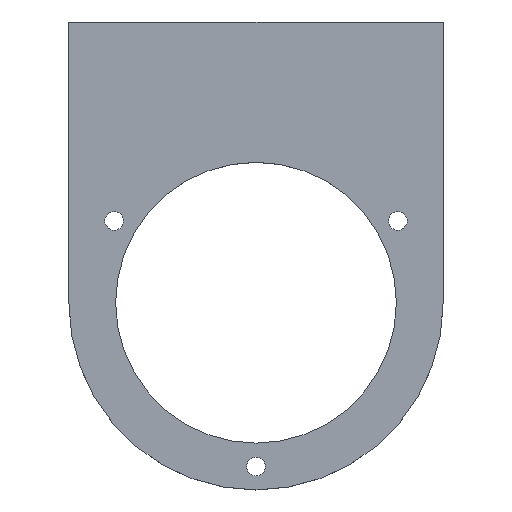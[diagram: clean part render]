
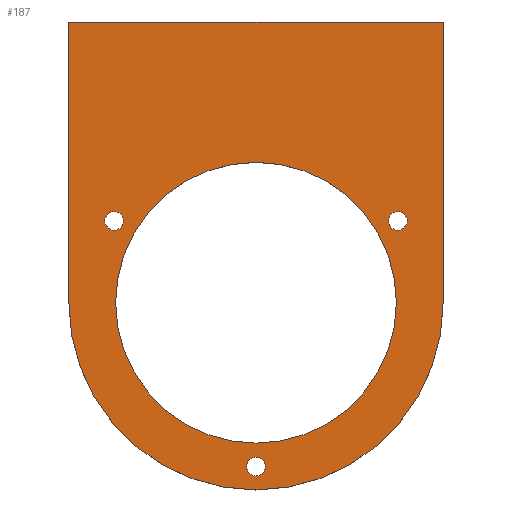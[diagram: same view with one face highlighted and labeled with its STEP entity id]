
A CAD part, top view. The second image highlights one B-rep face of the part: STEP entity #187.
In plain terms, the highlighted planar face has unit normal (0, 0, 1).
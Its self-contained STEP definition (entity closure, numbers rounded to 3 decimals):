
#2 = DIRECTION ( 'NONE',  ( -1., 0., 0. ) ) ;
#3 = CARTESIAN_POINT ( 'NONE',  ( 16.155, 8.75, 5. ) ) ;
#4 = CARTESIAN_POINT ( 'NONE',  ( -20., 0., 5. ) ) ;
#5 = CARTESIAN_POINT ( 'NONE',  ( 1., -17.5, 5. ) ) ;
#6 = CARTESIAN_POINT ( 'NONE',  ( -1., -17.5, 5. ) ) ;
#7 = CARTESIAN_POINT ( 'NONE',  ( -20., 30., 5. ) ) ;
#8 = CARTESIAN_POINT ( 'NONE',  ( 15., 0., 5. ) ) ;
#13 = CARTESIAN_POINT ( 'NONE',  ( 20., 30., 5. ) ) ;
#15 = CARTESIAN_POINT ( 'NONE',  ( 20., 0., 5. ) ) ;
#20 = CARTESIAN_POINT ( 'NONE',  ( -15., 0., 5. ) ) ;
#22 = CARTESIAN_POINT ( 'NONE',  ( 14.155, 8.75, 5. ) ) ;
#24 = CARTESIAN_POINT ( 'NONE',  ( 0., 0., 5. ) ) ;
#25 = DIRECTION ( 'NONE',  ( 0., 0., -1. ) ) ;
#26 = DIRECTION ( 'NONE',  ( 1., 0., 0. ) ) ;
#28 = CARTESIAN_POINT ( 'NONE',  ( 15.155, 8.75, 5. ) ) ;
#29 = DIRECTION ( 'NONE',  ( 0., 0., 1. ) ) ;
#30 = DIRECTION ( 'NONE',  ( 1., 0., 0. ) ) ;
#33 = CARTESIAN_POINT ( 'NONE',  ( -14.155, 8.75, 5. ) ) ;
#52 = CARTESIAN_POINT ( 'NONE',  ( 0., -17.5, 5. ) ) ;
#53 = DIRECTION ( 'NONE',  ( 0., 0., 1. ) ) ;
#54 = DIRECTION ( 'NONE',  ( 0., 0., -1. ) ) ;
#57 = DIRECTION ( 'NONE',  ( 0., 0., 1. ) ) ;
#58 = DIRECTION ( 'NONE',  ( 1., 0., 0. ) ) ;
#59 = DIRECTION ( 'NONE',  ( 1., 0., 0. ) ) ;
#60 = DIRECTION ( 'NONE',  ( 1., 0., 0. ) ) ;
#61 = DIRECTION ( 'NONE',  ( 1., 0., 0. ) ) ;
#62 = CARTESIAN_POINT ( 'NONE',  ( -15.155, 8.75, 5. ) ) ;
#63 = DIRECTION ( 'NONE',  ( 0., 0., 1. ) ) ;
#64 = CARTESIAN_POINT ( 'NONE',  ( 15.155, 8.75, 5. ) ) ;
#65 = CARTESIAN_POINT ( 'NONE',  ( 0., 0., 5. ) ) ;
#68 = CARTESIAN_POINT ( 'NONE',  ( 0., 0., 5. ) ) ;
#73 = PLANE ( 'NONE',  #168 ) ;
#101 = DIRECTION ( 'NONE',  ( 0., 0., 1. ) ) ;
#120 = DIRECTION ( 'NONE',  ( 1., 0., 0. ) ) ;
#136 = EDGE_CURVE ( 'NONE', #275, #511, #309, .T. ) ;
#137 = EDGE_CURVE ( 'NONE', #517, #279, #267, .T. ) ;
#138 = EDGE_CURVE ( 'NONE', #273, #274, #269, .T. ) ;
#139 = EDGE_CURVE ( 'NONE', #320, #281, #268, .T. ) ;
#146 = AXIS2_PLACEMENT_3D ( 'NONE', #64, #57, #59 ) ;
#147 = AXIS2_PLACEMENT_3D ( 'NONE', #62, #63, #58 ) ;
#148 = AXIS2_PLACEMENT_3D ( 'NONE', #52, #53, #60 ) ;
#149 = AXIS2_PLACEMENT_3D ( 'NONE', #65, #54, #61 ) ;
#168 = AXIS2_PLACEMENT_3D ( 'NONE', #68, #101, #120 ) ;
#187 = ADVANCED_FACE ( 'NONE', ( #305, #301, #302, #304, #307 ), #73, .T. ) ;
#209 = EDGE_CURVE ( 'NONE', #279, #517, #335, .T. ) ;
#213 = EDGE_CURVE ( 'NONE', #274, #273, #340, .T. ) ;
#233 = EDGE_CURVE ( 'NONE', #308, #272, #354, .T. ) ;
#237 = EDGE_CURVE ( 'NONE', #272, #313, #356, .T. ) ;
#241 = EDGE_CURVE ( 'NONE', #313, #310, #366, .T. ) ;
#243 = EDGE_CURVE ( 'NONE', #310, #308, #370, .T. ) ;
#249 = AXIS2_PLACEMENT_3D ( 'NONE', #472, #480, #443 ) ;
#251 = AXIS2_PLACEMENT_3D ( 'NONE', #321, #325, #329 ) ;
#256 = AXIS2_PLACEMENT_3D ( 'NONE', #531, #533, #532 ) ;
#257 = AXIS2_PLACEMENT_3D ( 'NONE', #24, #25, #26 ) ;
#258 = AXIS2_PLACEMENT_3D ( 'NONE', #28, #29, #30 ) ;
#267 = CIRCLE ( 'NONE', #147, 1. ) ;
#268 = CIRCLE ( 'NONE', #149, 15. ) ;
#269 = CIRCLE ( 'NONE', #148, 1. ) ;
#272 = VERTEX_POINT ( 'NONE', #4 ) ;
#273 = VERTEX_POINT ( 'NONE', #5 ) ;
#274 = VERTEX_POINT ( 'NONE', #6 ) ;
#275 = VERTEX_POINT ( 'NONE', #3 ) ;
#279 = VERTEX_POINT ( 'NONE', #530 ) ;
#281 = VERTEX_POINT ( 'NONE', #8 ) ;
#301 = FACE_BOUND ( 'NONE', #418, .T. ) ;
#302 = FACE_BOUND ( 'NONE', #389, .T. ) ;
#304 = FACE_BOUND ( 'NONE', #404, .T. ) ;
#305 = FACE_BOUND ( 'NONE', #430, .T. ) ;
#307 = FACE_OUTER_BOUND ( 'NONE', #394, .T. ) ;
#308 = VERTEX_POINT ( 'NONE', #7 ) ;
#309 = CIRCLE ( 'NONE', #146, 1. ) ;
#310 = VERTEX_POINT ( 'NONE', #13 ) ;
#313 = VERTEX_POINT ( 'NONE', #15 ) ;
#320 = VERTEX_POINT ( 'NONE', #20 ) ;
#321 = CARTESIAN_POINT ( 'NONE',  ( 0., -17.5, 5. ) ) ;
#325 = DIRECTION ( 'NONE',  ( 0., 0., 1. ) ) ;
#327 = CARTESIAN_POINT ( 'NONE',  ( 20., 0., 5. ) ) ;
#329 = DIRECTION ( 'NONE',  ( 1., 0., 0. ) ) ;
#335 = CIRCLE ( 'NONE', #249, 1. ) ;
#340 = CIRCLE ( 'NONE', #251, 1. ) ;
#354 = LINE ( 'NONE', #505, #357 ) ;
#356 = CIRCLE ( 'NONE', #256, 20. ) ;
#357 = VECTOR ( 'NONE', #577, 1000. ) ;
#366 = LINE ( 'NONE', #327, #369 ) ;
#369 = VECTOR ( 'NONE', #549, 1000. ) ;
#370 = LINE ( 'NONE', #576, #372 ) ;
#372 = VECTOR ( 'NONE', #2, 1000. ) ;
#373 = CIRCLE ( 'NONE', #257, 15. ) ;
#376 = CIRCLE ( 'NONE', #258, 1. ) ;
#387 = EDGE_CURVE ( 'NONE', #281, #320, #373, .T. ) ;
#388 = EDGE_CURVE ( 'NONE', #511, #275, #376, .T. ) ;
#389 = EDGE_LOOP ( 'NONE', ( #491, #500 ) ) ;
#394 = EDGE_LOOP ( 'NONE', ( #504, #492, #489, #499 ) ) ;
#404 = EDGE_LOOP ( 'NONE', ( #503, #487 ) ) ;
#418 = EDGE_LOOP ( 'NONE', ( #498, #488 ) ) ;
#430 = EDGE_LOOP ( 'NONE', ( #502, #484 ) ) ;
#443 = DIRECTION ( 'NONE',  ( 1., 0., 0. ) ) ;
#472 = CARTESIAN_POINT ( 'NONE',  ( -15.155, 8.75, 5. ) ) ;
#480 = DIRECTION ( 'NONE',  ( 0., 0., 1. ) ) ;
#484 = ORIENTED_EDGE ( 'NONE', *, *, #388, .F. ) ;
#487 = ORIENTED_EDGE ( 'NONE', *, *, #387, .T. ) ;
#488 = ORIENTED_EDGE ( 'NONE', *, *, #209, .F. ) ;
#489 = ORIENTED_EDGE ( 'NONE', *, *, #241, .T. ) ;
#491 = ORIENTED_EDGE ( 'NONE', *, *, #138, .F. ) ;
#492 = ORIENTED_EDGE ( 'NONE', *, *, #237, .T. ) ;
#498 = ORIENTED_EDGE ( 'NONE', *, *, #137, .F. ) ;
#499 = ORIENTED_EDGE ( 'NONE', *, *, #243, .T. ) ;
#500 = ORIENTED_EDGE ( 'NONE', *, *, #213, .F. ) ;
#502 = ORIENTED_EDGE ( 'NONE', *, *, #136, .F. ) ;
#503 = ORIENTED_EDGE ( 'NONE', *, *, #139, .T. ) ;
#504 = ORIENTED_EDGE ( 'NONE', *, *, #233, .T. ) ;
#505 = CARTESIAN_POINT ( 'NONE',  ( -20., 0., 5. ) ) ;
#511 = VERTEX_POINT ( 'NONE', #22 ) ;
#517 = VERTEX_POINT ( 'NONE', #33 ) ;
#530 = CARTESIAN_POINT ( 'NONE',  ( -16.155, 8.75, 5. ) ) ;
#531 = CARTESIAN_POINT ( 'NONE',  ( 0., 0., 5. ) ) ;
#532 = DIRECTION ( 'NONE',  ( 1., 0., 0. ) ) ;
#533 = DIRECTION ( 'NONE',  ( 0., 0., 1. ) ) ;
#549 = DIRECTION ( 'NONE',  ( 0., 1., 0. ) ) ;
#576 = CARTESIAN_POINT ( 'NONE',  ( 20., 30., 5. ) ) ;
#577 = DIRECTION ( 'NONE',  ( 0., -1., 0. ) ) ;
